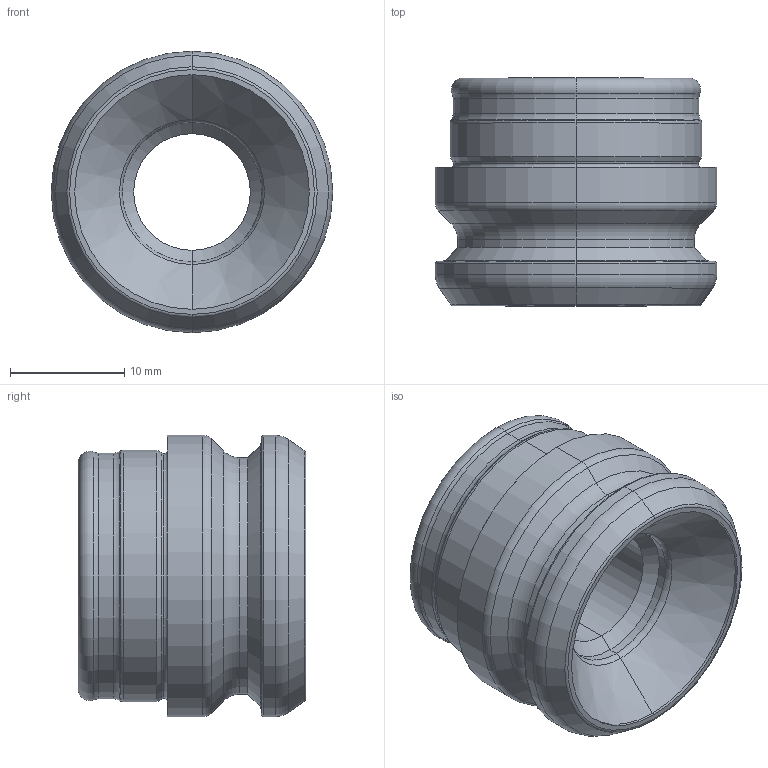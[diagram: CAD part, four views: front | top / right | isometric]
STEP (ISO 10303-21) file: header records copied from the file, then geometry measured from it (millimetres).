
FILE_DESCRIPTION (( 'STEP AP214' ), '1' );
FILE_NAME ('700 100_068-107 Nippel mit NP ø25mm.STEP', '2014-01-10T13:20:23', ( '' ), ( '' ), 'SwSTEP 2.0', 'SolidWorks 2013', '' );
FILE_SCHEMA (( 'AUTOMOTIVE_DESIGN' ));
Length unit declared in the file: millimetre
Products named in the file (1): 700 100_068-107 Nippel mit NP ø25mm
Bounding box: 24.6 x 19.9 x 24.6 mm (x, y, z)
Volume: 5695.6 mm3; surface area: 2817.1 mm2
Topology: 1 solids, 1 shells, 67 faces, 134 edges, 70 vertices
Faces by surface type: torus 26, cone 20, cylinder 18, plane 3
Entity records: 1780 total; most frequent: DIRECTION 366, CARTESIAN_POINT 272, ORIENTED_EDGE 268, AXIS2_PLACEMENT_3D 164, EDGE_CURVE 134, CIRCLE 96, EDGE_LOOP 70, VERTEX_POINT 70
